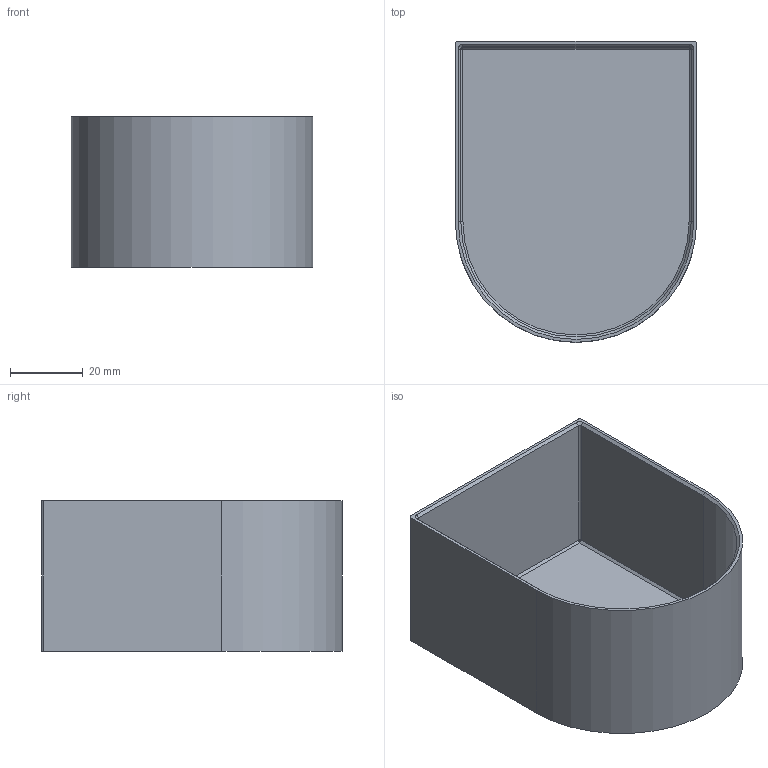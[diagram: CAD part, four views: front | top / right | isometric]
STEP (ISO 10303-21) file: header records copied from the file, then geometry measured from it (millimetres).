
FILE_DESCRIPTION(('FreeCAD Model'),'2;1');
FILE_NAME('Open CASCADE Shape Model','2024-11-10T21:27:10',(''),(''), 'Open CASCADE STEP processor 7.7','FreeCAD','Unknown');
FILE_SCHEMA(('AUTOMOTIVE_DESIGN { 1 0 10303 214 1 1 1 1 }'));
Length unit declared in the file: millimetre
Products named in the file (1): cap
Bounding box: 66.5 x 82.91 x 41.5 mm (x, y, z)
Volume: 23435.9 mm3; surface area: 31437.4 mm2
Topology: 1 solids, 1 shells, 27 faces, 60 edges, 34 vertices
Faces by surface type: plane 15, cylinder 6, cone 6
Entity records: 740 total; most frequent: DIRECTION 130, CARTESIAN_POINT 120, ORIENTED_EDGE 116, EDGE_CURVE 58, AXIS2_PLACEMENT_3D 44, LINE 42, VECTOR 42, VERTEX_POINT 34
